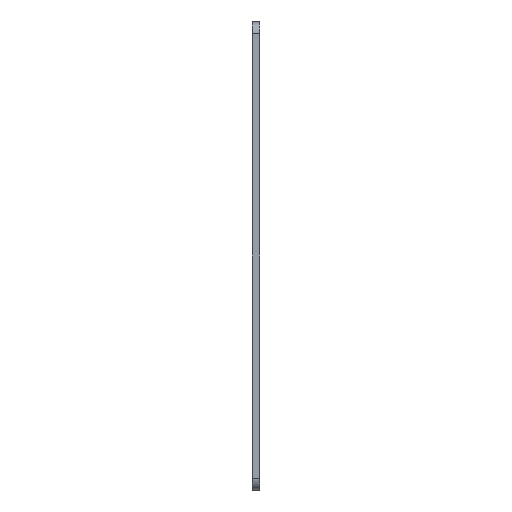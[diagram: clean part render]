
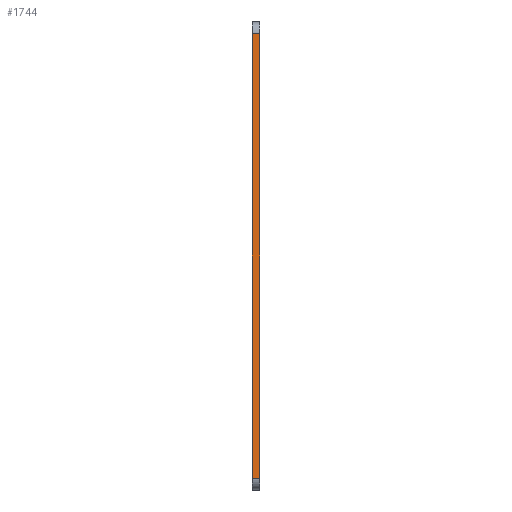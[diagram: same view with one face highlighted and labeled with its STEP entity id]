
A CAD part, left-side view. The second image highlights one B-rep face of the part: STEP entity #1744.
In plain terms, the highlighted planar face has unit normal (-1, 0, 0).
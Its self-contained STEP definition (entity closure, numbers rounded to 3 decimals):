
#109 = CARTESIAN_POINT ( 'NONE',  ( 0., 3., -190.6 ) ) ;
#166 = CARTESIAN_POINT ( 'NONE',  ( 0., 3., -5. ) ) ;
#195 = DIRECTION ( 'NONE',  ( 0., -1., 0. ) ) ;
#424 = EDGE_CURVE ( 'NONE', #2603, #2606, #4215, .T. ) ;
#433 = VECTOR ( 'NONE', #1203, 1000. ) ;
#653 = EDGE_CURVE ( 'NONE', #2603, #1448, #2685, .T. ) ;
#844 = VECTOR ( 'NONE', #195, 1000. ) ;
#886 = VECTOR ( 'NONE', #2246, 1000. ) ;
#978 = LINE ( 'NONE', #2231, #886 ) ;
#998 = CARTESIAN_POINT ( 'NONE',  ( 0., 0., -190.6 ) ) ;
#1034 = DIRECTION ( 'NONE',  ( 0., 0., 1. ) ) ;
#1060 = CARTESIAN_POINT ( 'NONE',  ( 0., 3., 0. ) ) ;
#1203 = DIRECTION ( 'NONE',  ( 0., 1., 0. ) ) ;
#1318 = ORIENTED_EDGE ( 'NONE', *, *, #3985, .T. ) ;
#1320 = AXIS2_PLACEMENT_3D ( 'NONE', #3386, #3699, #3715 ) ;
#1420 = ORIENTED_EDGE ( 'NONE', *, *, #3230, .T. ) ;
#1448 = VERTEX_POINT ( 'NONE', #998 ) ;
#1550 = LINE ( 'NONE', #166, #433 ) ;
#1737 = ORIENTED_EDGE ( 'NONE', *, *, #653, .T. ) ;
#1744 = ADVANCED_FACE ( 'NONE', ( #2135 ), #3685, .F. ) ;
#2135 = FACE_OUTER_BOUND ( 'NONE', #2698, .T. ) ;
#2231 = CARTESIAN_POINT ( 'NONE',  ( 0., 0., 0. ) ) ;
#2246 = DIRECTION ( 'NONE',  ( 0., 0., 1. ) ) ;
#2304 = ORIENTED_EDGE ( 'NONE', *, *, #424, .F. ) ;
#2573 = VERTEX_POINT ( 'NONE', #3867 ) ;
#2603 = VERTEX_POINT ( 'NONE', #4032 ) ;
#2606 = VERTEX_POINT ( 'NONE', #4108 ) ;
#2685 = LINE ( 'NONE', #109, #844 ) ;
#2698 = EDGE_LOOP ( 'NONE', ( #2304, #1737, #1420, #1318 ) ) ;
#3230 = EDGE_CURVE ( 'NONE', #1448, #2573, #978, .T. ) ;
#3386 = CARTESIAN_POINT ( 'NONE',  ( 0., 3., 0. ) ) ;
#3685 = PLANE ( 'NONE',  #1320 ) ;
#3699 = DIRECTION ( 'NONE',  ( 1., 0., 0. ) ) ;
#3715 = DIRECTION ( 'NONE',  ( 0., 0., -1. ) ) ;
#3867 = CARTESIAN_POINT ( 'NONE',  ( 0., 0., -5. ) ) ;
#3985 = EDGE_CURVE ( 'NONE', #2573, #2606, #1550, .T. ) ;
#4032 = CARTESIAN_POINT ( 'NONE',  ( 0., 3., -190.6 ) ) ;
#4108 = CARTESIAN_POINT ( 'NONE',  ( 0., 3., -5. ) ) ;
#4126 = VECTOR ( 'NONE', #1034, 1000. ) ;
#4215 = LINE ( 'NONE', #1060, #4126 ) ;
